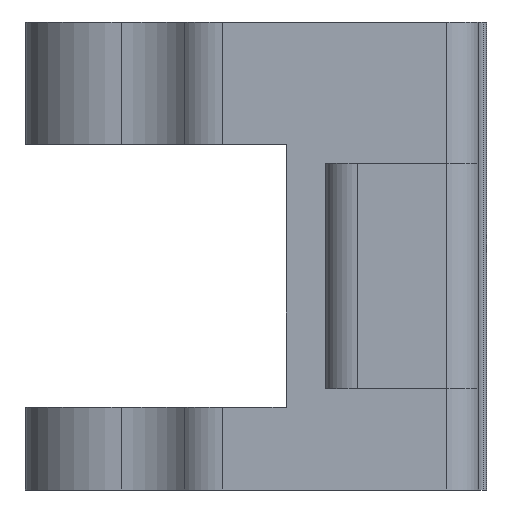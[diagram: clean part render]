
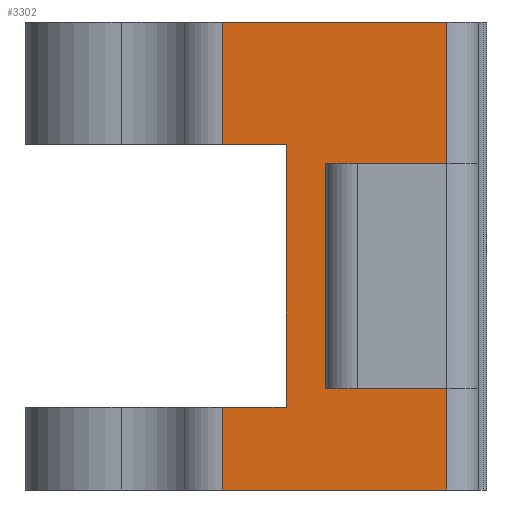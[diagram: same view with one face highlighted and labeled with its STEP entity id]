
A CAD part, front view. The second image highlights one B-rep face of the part: STEP entity #3302.
In plain terms, the highlighted planar face has unit normal (0, -1, 0).
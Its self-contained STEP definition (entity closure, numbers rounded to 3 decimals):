
#14 = ORIENTED_EDGE ( 'NONE', *, *, #3204, .T. ) ;
#90 = DIRECTION ( 'NONE',  ( 0., 0., 1. ) ) ;
#125 = LINE ( 'NONE', #1931, #3669 ) ;
#151 = EDGE_CURVE ( 'NONE', #850, #4699, #2494, .T. ) ;
#178 = EDGE_CURVE ( 'NONE', #1667, #3313, #125, .T. ) ;
#212 = VECTOR ( 'NONE', #2393, 1000. ) ;
#249 = PLANE ( 'NONE',  #4135 ) ;
#343 = ORIENTED_EDGE ( 'NONE', *, *, #1372, .F. ) ;
#416 = VECTOR ( 'NONE', #2381, 1000. ) ;
#548 = DIRECTION ( 'NONE',  ( 0., 0., 1. ) ) ;
#596 = CARTESIAN_POINT ( 'NONE',  ( 33., -9.1, 15.25 ) ) ;
#625 = VERTEX_POINT ( 'NONE', #4621 ) ;
#639 = CARTESIAN_POINT ( 'NONE',  ( 0., -9.1, -1.29 ) ) ;
#661 = CARTESIAN_POINT ( 'NONE',  ( 0., -9.1, 15.25 ) ) ;
#731 = VECTOR ( 'NONE', #4311, 1000. ) ;
#816 = CARTESIAN_POINT ( 'NONE',  ( 25.4, -9.1, -0.12 ) ) ;
#850 = VERTEX_POINT ( 'NONE', #5267 ) ;
#994 = EDGE_CURVE ( 'NONE', #625, #3301, #4799, .T. ) ;
#995 = CARTESIAN_POINT ( 'NONE',  ( 25.4, -9.1, 14.08 ) ) ;
#1109 = CARTESIAN_POINT ( 'NONE',  ( 22.9, -9.1, -1.29 ) ) ;
#1113 = VERTEX_POINT ( 'NONE', #3234 ) ;
#1149 = DIRECTION ( 'NONE',  ( -1., 0., 0. ) ) ;
#1186 = ORIENTED_EDGE ( 'NONE', *, *, #2257, .T. ) ;
#1289 = CARTESIAN_POINT ( 'NONE',  ( 33., -9.1, -0.12 ) ) ;
#1311 = LINE ( 'NONE', #4328, #2202 ) ;
#1328 = CARTESIAN_POINT ( 'NONE',  ( 33., -9.1, 22.95 ) ) ;
#1372 = EDGE_CURVE ( 'NONE', #3569, #2925, #3321, .T. ) ;
#1566 = ORIENTED_EDGE ( 'NONE', *, *, #994, .T. ) ;
#1667 = VERTEX_POINT ( 'NONE', #5590 ) ;
#1749 = VERTEX_POINT ( 'NONE', #1289 ) ;
#1794 = VERTEX_POINT ( 'NONE', #816 ) ;
#1905 = CARTESIAN_POINT ( 'NONE',  ( 18.878, -9.1, 15.25 ) ) ;
#1931 = CARTESIAN_POINT ( 'NONE',  ( 18.878, -9.1, 15.25 ) ) ;
#1942 = VERTEX_POINT ( 'NONE', #2910 ) ;
#1974 = DIRECTION ( 'NONE',  ( 1., 0., 0. ) ) ;
#1997 = DIRECTION ( 'NONE',  ( -1., 0., 0. ) ) ;
#2034 = EDGE_CURVE ( 'NONE', #625, #3313, #3863, .T. ) ;
#2048 = ORIENTED_EDGE ( 'NONE', *, *, #151, .T. ) ;
#2051 = DIRECTION ( 'NONE',  ( 0., 1., 0. ) ) ;
#2067 = CARTESIAN_POINT ( 'NONE',  ( 22.9, -9.1, 71.565 ) ) ;
#2202 = VECTOR ( 'NONE', #90, 1000. ) ;
#2257 = EDGE_CURVE ( 'NONE', #3569, #1749, #1311, .T. ) ;
#2264 = LINE ( 'NONE', #5855, #2642 ) ;
#2381 = DIRECTION ( 'NONE',  ( 0., 0., -1. ) ) ;
#2393 = DIRECTION ( 'NONE',  ( 0., 0., -1. ) ) ;
#2408 = FACE_OUTER_BOUND ( 'NONE', #2625, .T. ) ;
#2411 = VECTOR ( 'NONE', #548, 1000. ) ;
#2481 = CARTESIAN_POINT ( 'NONE',  ( -0.683, -9.1, -0.12 ) ) ;
#2494 = LINE ( 'NONE', #596, #731 ) ;
#2519 = VECTOR ( 'NONE', #1974, 1000. ) ;
#2523 = DIRECTION ( 'NONE',  ( -1., 0., 0. ) ) ;
#2554 = VECTOR ( 'NONE', #1997, 1000. ) ;
#2625 = EDGE_LOOP ( 'NONE', ( #2641, #4963, #3487, #1566, #2974, #5866, #343, #1186, #5323, #14, #3897, #2048 ) ) ;
#2627 = EDGE_CURVE ( 'NONE', #1113, #2925, #2754, .T. ) ;
#2641 = ORIENTED_EDGE ( 'NONE', *, *, #5123, .T. ) ;
#2642 = VECTOR ( 'NONE', #4553, 1000. ) ;
#2754 = LINE ( 'NONE', #1905, #416 ) ;
#2816 = CARTESIAN_POINT ( 'NONE',  ( 33., -9.1, -6.49 ) ) ;
#2860 = CARTESIAN_POINT ( 'NONE',  ( 18.878, -9.1, 15.25 ) ) ;
#2910 = CARTESIAN_POINT ( 'NONE',  ( 25.4, -9.1, 14.08 ) ) ;
#2925 = VERTEX_POINT ( 'NONE', #3901 ) ;
#2974 = ORIENTED_EDGE ( 'NONE', *, *, #4146, .T. ) ;
#3185 = CARTESIAN_POINT ( 'NONE',  ( -0.683, -9.1, 14.08 ) ) ;
#3204 = EDGE_CURVE ( 'NONE', #1794, #1942, #4172, .T. ) ;
#3234 = CARTESIAN_POINT ( 'NONE',  ( 18.878, -9.1, -1.29 ) ) ;
#3301 = VERTEX_POINT ( 'NONE', #1109 ) ;
#3302 = ADVANCED_FACE ( 'NONE', ( #2408 ), #249, .F. ) ;
#3313 = VERTEX_POINT ( 'NONE', #2860 ) ;
#3321 = LINE ( 'NONE', #4265, #2554 ) ;
#3420 = EDGE_CURVE ( 'NONE', #1942, #850, #5432, .T. ) ;
#3487 = ORIENTED_EDGE ( 'NONE', *, *, #2034, .F. ) ;
#3492 = DIRECTION ( 'NONE',  ( 1., 0., 0. ) ) ;
#3569 = VERTEX_POINT ( 'NONE', #2816 ) ;
#3669 = VECTOR ( 'NONE', #3746, 1000. ) ;
#3746 = DIRECTION ( 'NONE',  ( 0., 0., -1. ) ) ;
#3760 = LINE ( 'NONE', #2481, #2519 ) ;
#3863 = LINE ( 'NONE', #4748, #4862 ) ;
#3897 = ORIENTED_EDGE ( 'NONE', *, *, #3420, .T. ) ;
#3901 = CARTESIAN_POINT ( 'NONE',  ( 18.878, -9.1, -6.49 ) ) ;
#4051 = VECTOR ( 'NONE', #1149, 1000. ) ;
#4135 = AXIS2_PLACEMENT_3D ( 'NONE', #661, #2051, #5613 ) ;
#4146 = EDGE_CURVE ( 'NONE', #3301, #1113, #4703, .T. ) ;
#4172 = LINE ( 'NONE', #995, #2411 ) ;
#4265 = CARTESIAN_POINT ( 'NONE',  ( 35., -9.1, -6.49 ) ) ;
#4311 = DIRECTION ( 'NONE',  ( 0., 0., 1. ) ) ;
#4324 = VECTOR ( 'NONE', #3492, 1000. ) ;
#4325 = EDGE_CURVE ( 'NONE', #1794, #1749, #3760, .T. ) ;
#4328 = CARTESIAN_POINT ( 'NONE',  ( 33., -9.1, 15.25 ) ) ;
#4553 = DIRECTION ( 'NONE',  ( -1., 0., 0. ) ) ;
#4621 = CARTESIAN_POINT ( 'NONE',  ( 22.9, -9.1, 15.25 ) ) ;
#4699 = VERTEX_POINT ( 'NONE', #1328 ) ;
#4703 = LINE ( 'NONE', #639, #4051 ) ;
#4748 = CARTESIAN_POINT ( 'NONE',  ( 0., -9.1, 15.25 ) ) ;
#4799 = LINE ( 'NONE', #2067, #212 ) ;
#4862 = VECTOR ( 'NONE', #2523, 1000. ) ;
#4963 = ORIENTED_EDGE ( 'NONE', *, *, #178, .T. ) ;
#5123 = EDGE_CURVE ( 'NONE', #4699, #1667, #2264, .T. ) ;
#5267 = CARTESIAN_POINT ( 'NONE',  ( 33., -9.1, 14.08 ) ) ;
#5323 = ORIENTED_EDGE ( 'NONE', *, *, #4325, .F. ) ;
#5432 = LINE ( 'NONE', #3185, #4324 ) ;
#5590 = CARTESIAN_POINT ( 'NONE',  ( 18.878, -9.1, 22.95 ) ) ;
#5613 = DIRECTION ( 'NONE',  ( -1., 0., 0. ) ) ;
#5855 = CARTESIAN_POINT ( 'NONE',  ( 0., -9.1, 22.95 ) ) ;
#5866 = ORIENTED_EDGE ( 'NONE', *, *, #2627, .T. ) ;
